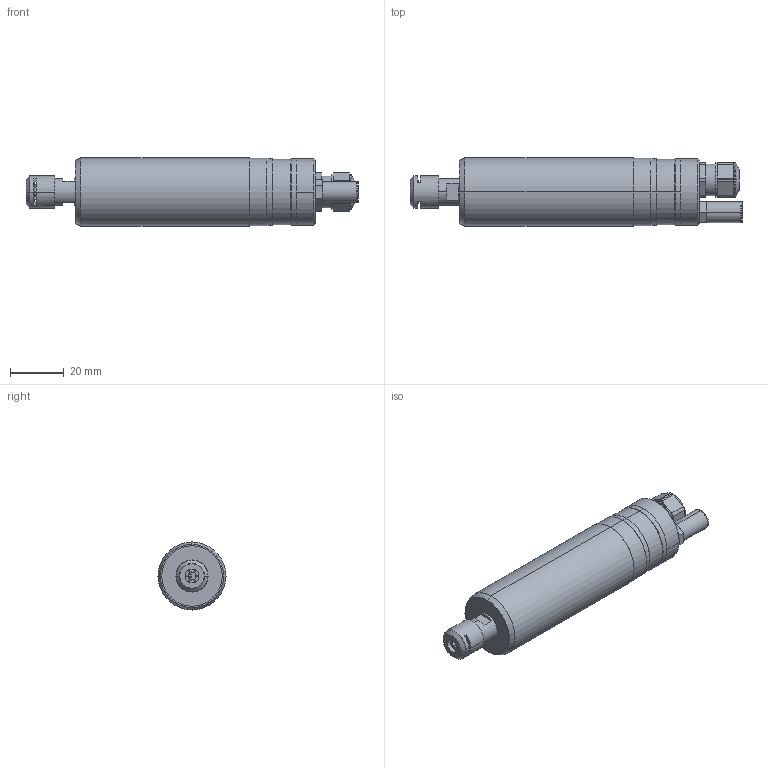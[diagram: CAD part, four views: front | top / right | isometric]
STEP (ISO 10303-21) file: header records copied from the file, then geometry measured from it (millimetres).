
FILE_DESCRIPTION (( 'STEP AP203' ), '1' );
FILE_NAME ('025S100-02-.STEP', '2012-04-24T11:09:18', ( 'FM10CAD1' ), ( 'IBAG Switzerland AG' ), 'SwSTEP 2.0', 'SolidWorks 2010', '' );
FILE_SCHEMA (( 'CONFIG_CONTROL_DESIGN' ));
Length unit declared in the file: millimetre
Products named in the file (1): 025S100-02-
Bounding box: 123.98 x 25.4 x 25.4 mm (x, y, z)
Surface area: 12397.6 mm2 (no closed solid volume)
Topology: 0 solids, 17 shells, 189 faces, 615 edges, 430 vertices
Faces by surface type: plane 86, cylinder 67, cone 24, torus 12
Entity records: 6935 total; most frequent: CARTESIAN_POINT 1369, DIRECTION 1244, ORIENTED_EDGE 970, EDGE_CURVE 611, AXIS2_PLACEMENT_3D 473, VERTEX_POINT 430, LINE 298, VECTOR 298
